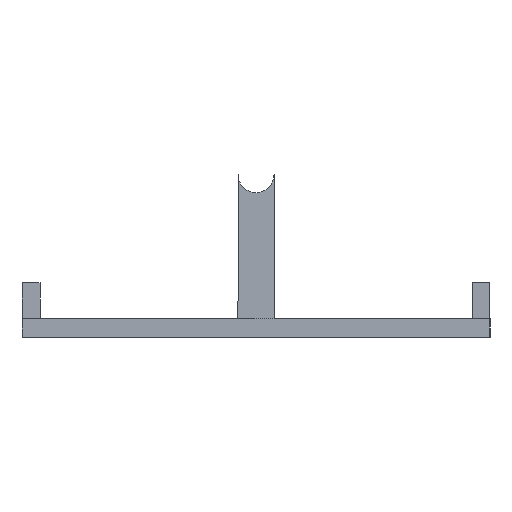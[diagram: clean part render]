
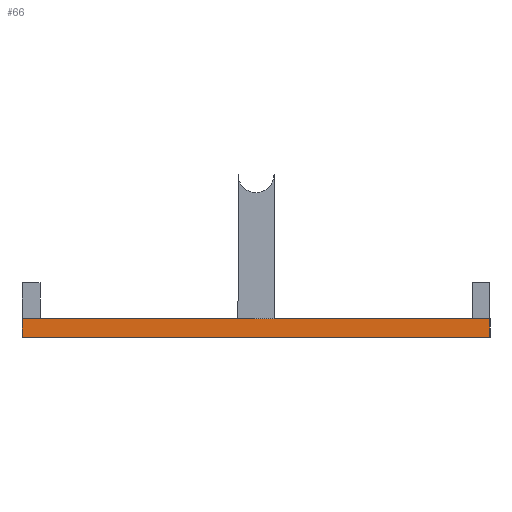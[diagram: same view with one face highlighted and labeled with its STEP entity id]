
A CAD part, left-side view. The second image highlights one B-rep face of the part: STEP entity #66.
In plain terms, the highlighted planar face has unit normal (-1, 0, 0).
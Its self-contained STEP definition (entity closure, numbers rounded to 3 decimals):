
#66=ADVANCED_FACE('',(#121),#885,.T.);
#121=FACE_OUTER_BOUND('',#177,.T.);
#177=EDGE_LOOP('',(#400,#401,#402,#403,#404,#405));
#400=ORIENTED_EDGE('',*,*,#581,.T.);
#401=ORIENTED_EDGE('',*,*,#551,.T.);
#402=ORIENTED_EDGE('',*,*,#587,.T.);
#403=ORIENTED_EDGE('',*,*,#583,.T.);
#404=ORIENTED_EDGE('',*,*,#577,.F.);
#405=ORIENTED_EDGE('',*,*,#585,.F.);
#551=EDGE_CURVE('',#806,#805,#696,.T.);
#577=EDGE_CURVE('',#823,#820,#718,.T.);
#581=EDGE_CURVE('',#827,#806,#722,.T.);
#583=EDGE_CURVE('',#824,#820,#724,.T.);
#585=EDGE_CURVE('',#827,#823,#726,.T.);
#587=EDGE_CURVE('',#805,#824,#728,.T.);
#696=B_SPLINE_CURVE_WITH_KNOTS('',1,(#1370,#1371),.UNSPECIFIED.,.F.,.F.,
(2,2),(-50.,-40.),.UNSPECIFIED.);
#718=B_SPLINE_CURVE_WITH_KNOTS('',1,(#1434,#1435),.UNSPECIFIED.,.F.,.F.,
(2,2),(1070.,1200.),.UNSPECIFIED.);
#722=B_SPLINE_CURVE_WITH_KNOTS('',1,(#1442,#1443),.UNSPECIFIED.,.F.,.F.,
(2,2),(470.,530.),.UNSPECIFIED.);
#724=B_SPLINE_CURVE_WITH_KNOTS('',1,(#1446,#1447),.UNSPECIFIED.,.F.,.F.,
(2,2),(0.,6.),.UNSPECIFIED.);
#726=B_SPLINE_CURVE_WITH_KNOTS('',1,(#1450,#1451),.UNSPECIFIED.,.F.,.F.,
(2,2),(0.,6.),.UNSPECIFIED.);
#728=B_SPLINE_CURVE_WITH_KNOTS('',1,(#1454,#1455),.UNSPECIFIED.,.F.,.F.,
(2,2),(540.,600.),.UNSPECIFIED.);
#805=VERTEX_POINT('',#1169);
#806=VERTEX_POINT('',#1170);
#820=VERTEX_POINT('',#1184);
#823=VERTEX_POINT('',#1187);
#824=VERTEX_POINT('',#1188);
#827=VERTEX_POINT('',#1191);
#885=PLANE('',#958);
#958=AXIS2_PLACEMENT_3D('',#1106,#1014,$);
#1014=DIRECTION('',(-1.,0.,0.));
#1106=CARTESIAN_POINT('',(-85.,-65.,5.24));
#1169=CARTESIAN_POINT('',(-85.,5.,5.24));
#1170=CARTESIAN_POINT('',(-85.,-5.,5.24));
#1184=CARTESIAN_POINT('',(-85.,65.,0.));
#1187=CARTESIAN_POINT('',(-85.,-65.,0.));
#1188=CARTESIAN_POINT('',(-85.,65.,5.24));
#1191=CARTESIAN_POINT('',(-85.,-65.,5.24));
#1370=CARTESIAN_POINT('',(-85.,-5.,5.24));
#1371=CARTESIAN_POINT('',(-85.,5.,5.24));
#1434=CARTESIAN_POINT('',(-85.,-65.,0.));
#1435=CARTESIAN_POINT('',(-85.,65.,0.));
#1442=CARTESIAN_POINT('',(-85.,-65.,5.24));
#1443=CARTESIAN_POINT('',(-85.,-5.,5.24));
#1446=CARTESIAN_POINT('',(-85.,65.,5.24));
#1447=CARTESIAN_POINT('',(-85.,65.,0.));
#1450=CARTESIAN_POINT('',(-85.,-65.,5.24));
#1451=CARTESIAN_POINT('',(-85.,-65.,0.));
#1454=CARTESIAN_POINT('',(-85.,5.,5.24));
#1455=CARTESIAN_POINT('',(-85.,65.,5.24));
